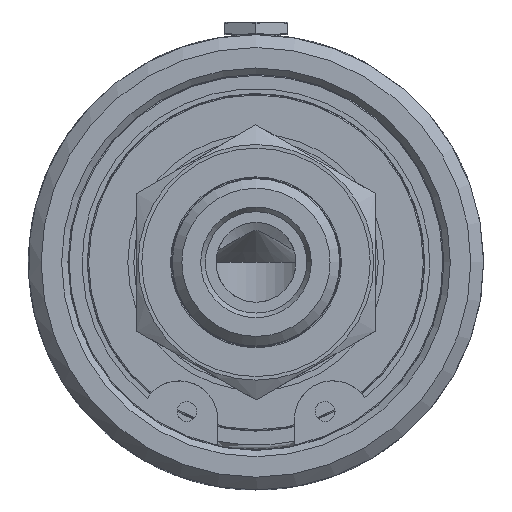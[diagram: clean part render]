
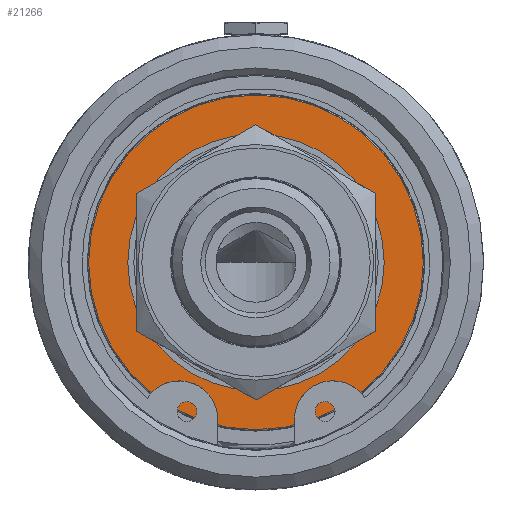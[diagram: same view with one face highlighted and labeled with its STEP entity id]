
A CAD part, left-side view. The second image highlights one B-rep face of the part: STEP entity #21266.
In plain terms, the highlighted planar face has unit normal (-1, 0, 0).
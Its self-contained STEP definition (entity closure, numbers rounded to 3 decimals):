
#21232=CARTESIAN_POINT('',(49.249,16.05,0.));
#21233=VERTEX_POINT('',#21232);
#21234=CARTESIAN_POINT('',(49.249,0.,0.));
#21235=DIRECTION('',(1.0,0.0,0.0));
#21236=DIRECTION('',(0.0,1.0,0.0));
#21237=AXIS2_PLACEMENT_3D('',#21234,#21235,#21236);
#21238=CIRCLE('',#21237,16.05);
#21239=EDGE_CURVE('',#21233,#21233,#21238,.T.);
#21247=CARTESIAN_POINT('',(49.249,18.5,0.));
#21248=DIRECTION('',(-1.0,0.0,0.0));
#21249=DIRECTION('',(0.0,-1.0,0.0));
#21250=AXIS2_PLACEMENT_3D('',#21247,#21248,#21249);
#21251=PLANE('',#21250);
#21252=CARTESIAN_POINT('',(49.249,20.95,0.));
#21253=VERTEX_POINT('',#21252);
#21254=CARTESIAN_POINT('',(49.249,0.,0.));
#21255=DIRECTION('',(1.0,0.0,0.0));
#21256=DIRECTION('',(0.0,1.0,0.0));
#21257=AXIS2_PLACEMENT_3D('',#21254,#21255,#21256);
#21258=CIRCLE('',#21257,20.95);
#21259=EDGE_CURVE('',#21253,#21253,#21258,.T.);
#21260=ORIENTED_EDGE('',*,*,#21259,.F.);
#21261=EDGE_LOOP('',(#21260));
#21262=FACE_OUTER_BOUND('',#21261,.T.);
#21263=ORIENTED_EDGE('',*,*,#21239,.T.);
#21264=EDGE_LOOP('',(#21263));
#21265=FACE_BOUND('',#21264,.T.);
#21266=ADVANCED_FACE('',(#21262,#21265),#21251,.T.);
